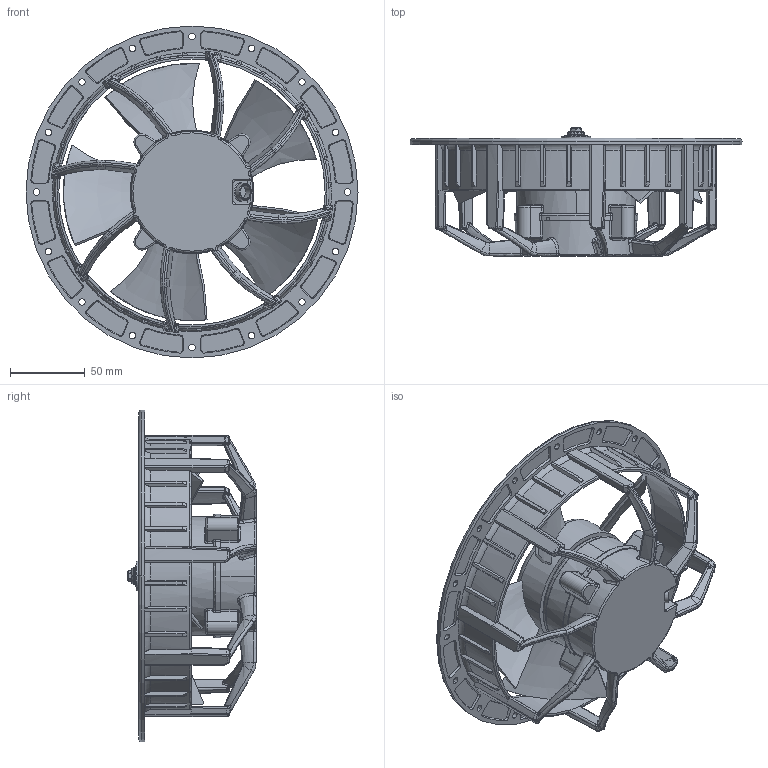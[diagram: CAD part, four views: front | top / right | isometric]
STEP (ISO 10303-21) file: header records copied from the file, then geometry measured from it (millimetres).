
FILE_DESCRIPTION((''),'2;1');
FILE_NAME('7INCH_FRAME','2018-04-18T',('WEICHE.WEI'),(''),'CREO PARAMETRIC BY PTC INC, 2015080','CREO PARAMETRIC BY PTC INC, 2015080','');
FILE_SCHEMA(('CONFIG_CONTROL_DESIGN'));
Length unit declared in the file: millimetre
Products named in the file (1): 7INCH_FRAME
Bounding box: 222 x 85.7 x 222 mm (x, y, z)
Volume: 565941.9 mm3; surface area: 151533.9 mm2
Topology: 1 solids, 13 shells, 1550 faces, 4070 edges, 2480 vertices
Faces by surface type: bspline 480, plane 417, cylinder 326, cone 152, torus 129, sphere 44, revolution 2
Entity records: 72109 total; most frequent: CARTESIAN_POINT 38088, ORIENTED_EDGE 8042, DIRECTION 5872, EDGE_CURVE 4021, VERTEX_POINT 2480, AXIS2_PLACEMENT_3D 2363, EDGE_LOOP 1617, B_SPLINE_CURVE_WITH_KNOTS 1584
